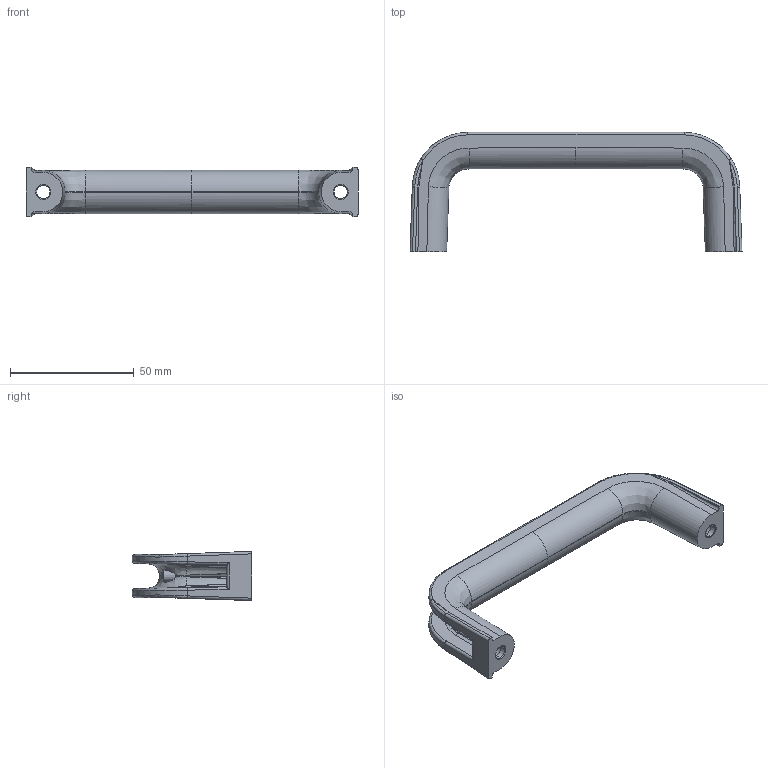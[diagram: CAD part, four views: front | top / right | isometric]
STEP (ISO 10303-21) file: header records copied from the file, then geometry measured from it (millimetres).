
FILE_DESCRIPTION (( 'STEP AP214' ), '1' );
FILE_NAME ('092012.step', '2022-07-28T12:50:02', ( '' ), ( '' ), 'SwSTEP 2.0', 'SolidWorks 2022', '' );
FILE_SCHEMA (( 'AUTOMOTIVE_DESIGN' ));
Length unit declared in the file: millimetre
Products named in the file (1): 092012
Bounding box: 134 x 48.15 x 19.87 mm (x, y, z)
Volume: 24353.4 mm3; surface area: 14445.4 mm2
Topology: 1 solids, 1 shells, 254 faces, 628 edges, 372 vertices
Faces by surface type: bspline 132, plane 52, cylinder 48, cone 14, torus 8
Entity records: 16103 total; most frequent: CARTESIAN_POINT 11521, ORIENTED_EDGE 1248, EDGE_CURVE 624, DIRECTION 528, VERTEX_POINT 372, B_SPLINE_CURVE_WITH_KNOTS 312, EDGE_LOOP 258, ADVANCED_FACE 254
